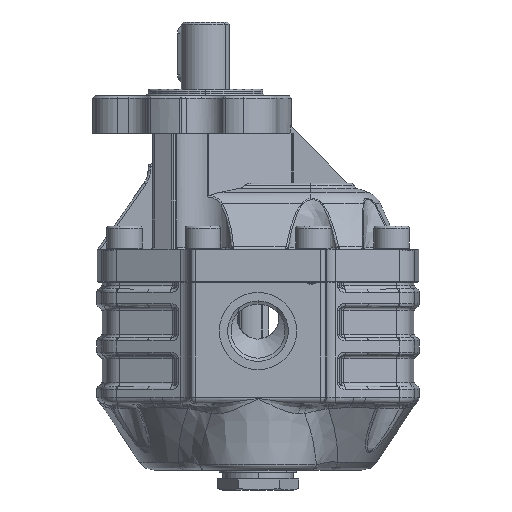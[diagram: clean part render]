
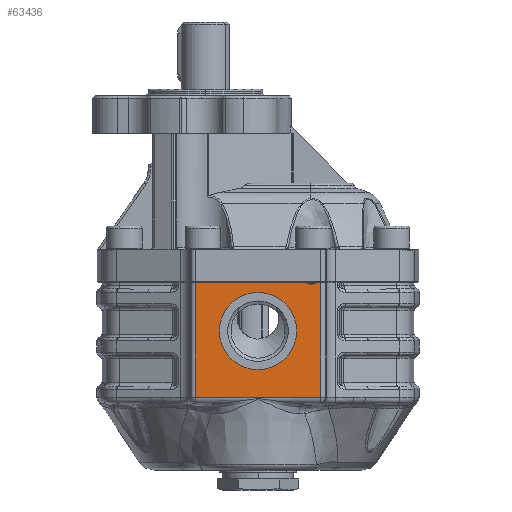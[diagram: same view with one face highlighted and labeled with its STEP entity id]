
A CAD part, left-side view. The second image highlights one B-rep face of the part: STEP entity #63436.
In plain terms, the highlighted planar face has unit normal (-1, 0, 0).
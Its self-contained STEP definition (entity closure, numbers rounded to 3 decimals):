
#7998 = CARTESIAN_POINT ( 'NONE',  ( -59.5, 0., 15.5 ) ) ;
#8254 = CARTESIAN_POINT ( 'NONE',  ( -59.5, 0., 50.5 ) ) ;
#8256 = DIRECTION ( 'NONE',  ( 0., 0., 1. ) ) ;
#8257 = DIRECTION ( 'NONE',  ( -1., 0., 0. ) ) ;
#8258 = CARTESIAN_POINT ( 'NONE',  ( -59.5, 0., 33. ) ) ;
#8259 = AXIS2_PLACEMENT_3D ( 'NONE', #8258, #8257, #8256 ) ;
#8260 = CIRCLE ( 'NONE', #8259, 17.5 ) ;
#13102 = DIRECTION ( 'NONE',  ( 0., 1., 0. ) ) ;
#13103 = VECTOR ( 'NONE', #13102, 1000. ) ;
#13104 = CARTESIAN_POINT ( 'NONE',  ( -59.5, -28.465, 55. ) ) ;
#13105 = LINE ( 'NONE', #13104, #13103 ) ;
#13106 = CARTESIAN_POINT ( 'NONE',  ( -59.5, -28.465, 55. ) ) ;
#13107 = DIRECTION ( 'NONE',  ( 0., 0., -1. ) ) ;
#13108 = VECTOR ( 'NONE', #13107, 1000. ) ;
#13109 = CARTESIAN_POINT ( 'NONE',  ( -59.5, -28.465, 79. ) ) ;
#13110 = LINE ( 'NONE', #13109, #13108 ) ;
#13136 = CARTESIAN_POINT ( 'NONE',  ( -59.5, -26.086, 54.891 ) ) ;
#13137 = CARTESIAN_POINT ( 'NONE',  ( -59.5, -26.14, 54.944 ) ) ;
#13138 = CARTESIAN_POINT ( 'NONE',  ( -59.5, -26.19, 55. ) ) ;
#13139 = CARTESIAN_POINT ( 'NONE',  ( -59.5, -25.732, 54.861 ) ) ;
#13140 = B_SPLINE_CURVE_WITH_KNOTS ( 'NONE', 3,
 ( #13138, #13137, #13136, #13196, #13195, #13194 ),
 .UNSPECIFIED., .F., .F.,
 ( 4, 2, 4 ),
 ( 0.001, 0.001, 0.002 ),
 .UNSPECIFIED. ) ;
#13141 = CARTESIAN_POINT ( 'NONE',  ( -59.5, -25.853, 54.702 ) ) ;
#13142 = CARTESIAN_POINT ( 'NONE',  ( -59.5, -24.185, 54.205 ) ) ;
#13143 = CARTESIAN_POINT ( 'NONE',  ( -59.5, -24.332, 54.208 ) ) ;
#13144 = CARTESIAN_POINT ( 'NONE',  ( -59.5, -24.479, 54.213 ) ) ;
#13145 = CARTESIAN_POINT ( 'NONE',  ( -59.5, -24.771, 54.251 ) ) ;
#13146 = CARTESIAN_POINT ( 'NONE',  ( -59.5, -24.916, 54.28 ) ) ;
#13147 = CARTESIAN_POINT ( 'NONE',  ( -59.5, -25.198, 54.361 ) ) ;
#13148 = CARTESIAN_POINT ( 'NONE',  ( -59.5, -25.335, 54.411 ) ) ;
#13149 = CARTESIAN_POINT ( 'NONE',  ( -59.5, -25.531, 54.505 ) ) ;
#13150 = CARTESIAN_POINT ( 'NONE',  ( -59.5, -25.596, 54.539 ) ) ;
#13151 = CARTESIAN_POINT ( 'NONE',  ( -59.5, -25.722, 54.613 ) ) ;
#13152 = CARTESIAN_POINT ( 'NONE',  ( -59.5, -25.783, 54.654 ) ) ;
#13153 = CARTESIAN_POINT ( 'NONE',  ( -59.5, -25.844, 54.695 ) ) ;
#13154 = CARTESIAN_POINT ( 'NONE',  ( -59.5, -24.185, 54.205 ) ) ;
#13155 = B_SPLINE_CURVE_WITH_KNOTS ( 'NONE', 3,
 ( #13153, #13152, #13151, #13150, #13149, #13148, #13147, #13146, #13145, #13144, #13143, #13142 ),
 .UNSPECIFIED., .F., .F.,
 ( 4, 2, 2, 2, 2, 4 ),
 ( 0., 0., 0., 0.001, 0.001, 0.002 ),
 .UNSPECIFIED. ) ;
#13156 = CARTESIAN_POINT ( 'NONE',  ( -59.5, -28.465, 3. ) ) ;
#13157 = CARTESIAN_POINT ( 'NONE',  ( -59.5, -25.844, 54.695 ) ) ;
#13173 = DIRECTION ( 'NONE',  ( 0., 0., 1. ) ) ;
#13174 = DIRECTION ( 'NONE',  ( -1., 0., 0. ) ) ;
#13175 = AXIS2_PLACEMENT_3D ( 'NONE', #13180, #13174, #13173 ) ;
#13176 = CIRCLE ( 'NONE', #13175, 17.5 ) ;
#13177 = DIRECTION ( 'NONE',  ( 0., 0., 1. ) ) ;
#13178 = DIRECTION ( 'NONE',  ( -1., 0., 0. ) ) ;
#13179 = AXIS2_PLACEMENT_3D ( 'NONE', #13181, #13178, #13177 ) ;
#13180 = CARTESIAN_POINT ( 'NONE',  ( -59.5, 0., 33. ) ) ;
#13181 = CARTESIAN_POINT ( 'NONE',  ( -59.5, -28.465, 79. ) ) ;
#13182 = PLANE ( 'NONE',  #13179 ) ;
#13183 = FACE_OUTER_BOUND ( 'NONE', #63498, .T. ) ;
#13184 = FACE_BOUND ( 'NONE', #63437, .T. ) ;
#13189 = DIRECTION ( 'NONE',  ( 0., 0., 1. ) ) ;
#13190 = DIRECTION ( 'NONE',  ( -1., 0., 0. ) ) ;
#13191 = AXIS2_PLACEMENT_3D ( 'NONE', #13139, #13190, #13189 ) ;
#13192 = CIRCLE ( 'NONE', #13191, 0.2 ) ;
#13193 = CARTESIAN_POINT ( 'NONE',  ( -59.5, -26.19, 55. ) ) ;
#13194 = CARTESIAN_POINT ( 'NONE',  ( -59.5, -25.853, 54.702 ) ) ;
#13195 = CARTESIAN_POINT ( 'NONE',  ( -59.5, -25.913, 54.747 ) ) ;
#13196 = CARTESIAN_POINT ( 'NONE',  ( -59.5, -25.973, 54.792 ) ) ;
#13227 = DIRECTION ( 'NONE',  ( 0., 0., -1. ) ) ;
#13228 = VECTOR ( 'NONE', #13227, 1000. ) ;
#13229 = CARTESIAN_POINT ( 'NONE',  ( -59.5, 28.465, 79. ) ) ;
#13230 = LINE ( 'NONE', #13229, #13228 ) ;
#13256 = DIRECTION ( 'NONE',  ( 0., 1., 0. ) ) ;
#13257 = VECTOR ( 'NONE', #13256, 1000. ) ;
#13258 = CARTESIAN_POINT ( 'NONE',  ( -59.5, -28.465, 55. ) ) ;
#13259 = LINE ( 'NONE', #13258, #13257 ) ;
#13303 = LINE ( 'NONE', #13333, #13332 ) ;
#13304 = CARTESIAN_POINT ( 'NONE',  ( -59.5, 28.465, 55. ) ) ;
#13305 = CARTESIAN_POINT ( 'NONE',  ( -59.5, 28.465, 3. ) ) ;
#13310 = CARTESIAN_POINT ( 'NONE',  ( -59.5, -22.043, 55. ) ) ;
#13314 = DIRECTION ( 'NONE',  ( 0., 0., 1. ) ) ;
#13315 = DIRECTION ( 'NONE',  ( -1., 0., 0. ) ) ;
#13316 = CARTESIAN_POINT ( 'NONE',  ( -59.5, -22.043, 55. ) ) ;
#13317 = CARTESIAN_POINT ( 'NONE',  ( -59.5, -22.172, 54.851 ) ) ;
#13318 = CARTESIAN_POINT ( 'NONE',  ( -59.5, -22.32, 54.723 ) ) ;
#13319 = CARTESIAN_POINT ( 'NONE',  ( -59.5, -22.653, 54.509 ) ) ;
#13320 = CARTESIAN_POINT ( 'NONE',  ( -59.5, -22.831, 54.429 ) ) ;
#13321 = CARTESIAN_POINT ( 'NONE',  ( -59.5, -23.202, 54.307 ) ) ;
#13322 = CARTESIAN_POINT ( 'NONE',  ( -59.5, -23.396, 54.267 ) ) ;
#13323 = CARTESIAN_POINT ( 'NONE',  ( -59.5, -23.785, 54.215 ) ) ;
#13324 = CARTESIAN_POINT ( 'NONE',  ( -59.5, -23.981, 54.208 ) ) ;
#13325 = CARTESIAN_POINT ( 'NONE',  ( -59.5, -24.178, 54.205 ) ) ;
#13326 = AXIS2_PLACEMENT_3D ( 'NONE', #13329, #13315, #13314 ) ;
#13327 = CIRCLE ( 'NONE', #13326, 0.2 ) ;
#13328 = CARTESIAN_POINT ( 'NONE',  ( -59.5, -24.178, 54.205 ) ) ;
#13329 = CARTESIAN_POINT ( 'NONE',  ( -59.5, -24.181, 54.405 ) ) ;
#13330 = B_SPLINE_CURVE_WITH_KNOTS ( 'NONE', 3,
 ( #13325, #13324, #13323, #13322, #13321, #13320, #13319, #13318, #13317, #13316 ),
 .UNSPECIFIED., .F., .F.,
 ( 4, 2, 2, 2, 4 ),
 ( 0., 0.001, 0.001, 0.002, 0.002 ),
 .UNSPECIFIED. ) ;
#13331 = DIRECTION ( 'NONE',  ( 0., -1., 0. ) ) ;
#13332 = VECTOR ( 'NONE', #13331, 1000. ) ;
#13333 = CARTESIAN_POINT ( 'NONE',  ( -59.5, -28.465, 3. ) ) ;
#23245 = VERTEX_POINT ( 'NONE', #7998 ) ;
#23290 = EDGE_CURVE ( 'NONE', #23245, #23291, #8260, .T. ) ;
#23291 = VERTEX_POINT ( 'NONE', #8254 ) ;
#63414 = ORIENTED_EDGE ( 'NONE', *, *, #63415, .F. ) ;
#63415 = EDGE_CURVE ( 'NONE', #63416, #63424, #13110, .T. ) ;
#63416 = VERTEX_POINT ( 'NONE', #13106 ) ;
#63417 = EDGE_CURVE ( 'NONE', #63416, #63433, #13105, .T. ) ;
#63420 = VERTEX_POINT ( 'NONE', #13157 ) ;
#63421 = ORIENTED_EDGE ( 'NONE', *, *, #63422, .T. ) ;
#63422 = EDGE_CURVE ( 'NONE', #63420, #63423, #13155, .T. ) ;
#63423 = VERTEX_POINT ( 'NONE', #13154 ) ;
#63424 = VERTEX_POINT ( 'NONE', #13156 ) ;
#63425 = ORIENTED_EDGE ( 'NONE', *, *, #63426, .T. ) ;
#63426 = EDGE_CURVE ( 'NONE', #63433, #63427, #13140, .T. ) ;
#63427 = VERTEX_POINT ( 'NONE', #13141 ) ;
#63428 = ORIENTED_EDGE ( 'NONE', *, *, #63429, .F. ) ;
#63429 = EDGE_CURVE ( 'NONE', #63420, #63427, #13192, .T. ) ;
#63431 = ORIENTED_EDGE ( 'NONE', *, *, #63438, .F. ) ;
#63432 = ORIENTED_EDGE ( 'NONE', *, *, #63417, .T. ) ;
#63433 = VERTEX_POINT ( 'NONE', #13193 ) ;
#63436 = ADVANCED_FACE ( 'NONE', ( #13184, #13183 ), #13182, .T. ) ;
#63437 = EDGE_LOOP ( 'NONE', ( #63431, #63439 ) ) ;
#63438 = EDGE_CURVE ( 'NONE', #23291, #23245, #13176, .T. ) ;
#63439 = ORIENTED_EDGE ( 'NONE', *, *, #23290, .F. ) ;
#63471 = ORIENTED_EDGE ( 'NONE', *, *, #63494, .T. ) ;
#63472 = EDGE_CURVE ( 'NONE', #63489, #63487, #13230, .T. ) ;
#63473 = ORIENTED_EDGE ( 'NONE', *, *, #63480, .F. ) ;
#63477 = EDGE_CURVE ( 'NONE', #63485, #63489, #13259, .T. ) ;
#63478 = EDGE_CURVE ( 'NONE', #63481, #63485, #13330, .T. ) ;
#63480 = EDGE_CURVE ( 'NONE', #63481, #63423, #13327, .T. ) ;
#63481 = VERTEX_POINT ( 'NONE', #13328 ) ;
#63484 = ORIENTED_EDGE ( 'NONE', *, *, #63478, .T. ) ;
#63485 = VERTEX_POINT ( 'NONE', #13310 ) ;
#63486 = ORIENTED_EDGE ( 'NONE', *, *, #63472, .T. ) ;
#63487 = VERTEX_POINT ( 'NONE', #13305 ) ;
#63488 = ORIENTED_EDGE ( 'NONE', *, *, #63477, .T. ) ;
#63489 = VERTEX_POINT ( 'NONE', #13304 ) ;
#63494 = EDGE_CURVE ( 'NONE', #63487, #63424, #13303, .T. ) ;
#63498 = EDGE_LOOP ( 'NONE', ( #63414, #63432, #63425, #63428, #63421, #63473, #63484, #63488, #63486, #63471 ) ) ;
